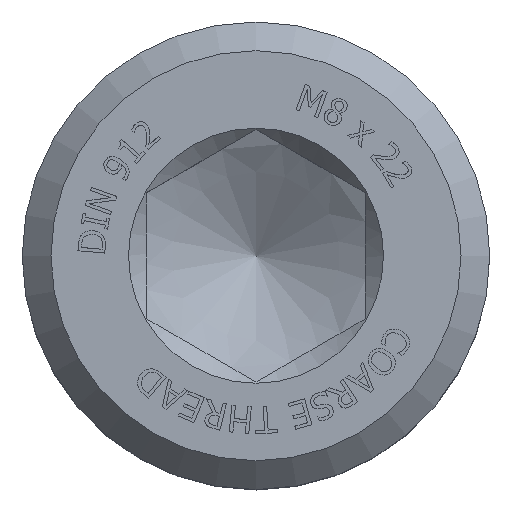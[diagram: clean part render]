
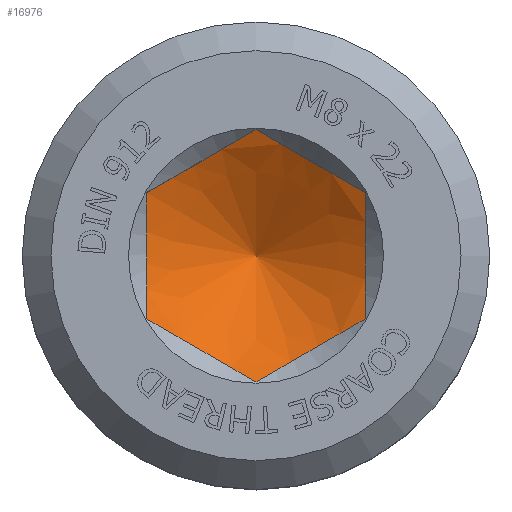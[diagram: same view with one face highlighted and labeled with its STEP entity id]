
A CAD part, top view. The second image highlights one B-rep face of the part: STEP entity #16976.
In plain terms, the highlighted conical face has half-angle 60 degrees and reference radius 2.6 mm.
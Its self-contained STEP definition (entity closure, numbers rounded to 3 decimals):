
#16624=CARTESIAN_POINT('',(0.,3.51,-4.0));
#16625=VERTEX_POINT('',#16624);
#16632=CARTESIAN_POINT('',(3.04,1.755,-4.0));
#16633=VERTEX_POINT('',#16632);
#16634=CARTESIAN_POINT('',(3.04,1.755,-4.0));
#16635=CARTESIAN_POINT('',(1.52,2.633,-4.507));
#16636=CARTESIAN_POINT('',(0.,3.51,-4.0));
#16644=(BOUNDED_CURVE()B_SPLINE_CURVE(2,(#16634,#16635,#16636),.UNSPECIFIED.,.F.,.U.)B_SPLINE_CURVE_WITH_KNOTS((3,3),(0.21,0.67),.UNSPECIFIED.)CURVE()GEOMETRIC_REPRESENTATION_ITEM()RATIONAL_B_SPLINE_CURVE((1.258,1.453,1.258))REPRESENTATION_ITEM(''));
#16645=EDGE_CURVE('',#16633,#16625,#16644,.T.);
#16662=CARTESIAN_POINT('',(-3.04,1.755,-4.0));
#16663=VERTEX_POINT('',#16662);
#16670=CARTESIAN_POINT('',(0.,3.51,-4.0));
#16671=CARTESIAN_POINT('',(-1.52,2.633,-4.507));
#16672=CARTESIAN_POINT('',(-3.04,1.755,-4.0));
#16680=(BOUNDED_CURVE()B_SPLINE_CURVE(2,(#16670,#16671,#16672),.UNSPECIFIED.,.F.,.U.)B_SPLINE_CURVE_WITH_KNOTS((3,3),(0.21,0.67),.UNSPECIFIED.)CURVE()GEOMETRIC_REPRESENTATION_ITEM()RATIONAL_B_SPLINE_CURVE((1.258,1.453,1.258))REPRESENTATION_ITEM(''));
#16681=EDGE_CURVE('',#16625,#16663,#16680,.T.);
#16693=CARTESIAN_POINT('',(-3.04,-1.755,-4.0));
#16694=VERTEX_POINT('',#16693);
#16701=CARTESIAN_POINT('',(-3.04,1.755,-4.0));
#16702=CARTESIAN_POINT('',(-3.04,0.,-4.507));
#16703=CARTESIAN_POINT('',(-3.04,-1.755,-4.0));
#16711=(BOUNDED_CURVE()B_SPLINE_CURVE(2,(#16701,#16702,#16703),.UNSPECIFIED.,.F.,.U.)B_SPLINE_CURVE_WITH_KNOTS((3,3),(0.21,0.67),.UNSPECIFIED.)CURVE()GEOMETRIC_REPRESENTATION_ITEM()RATIONAL_B_SPLINE_CURVE((1.258,1.453,1.258))REPRESENTATION_ITEM(''));
#16712=EDGE_CURVE('',#16663,#16694,#16711,.T.);
#16724=CARTESIAN_POINT('',(0.,-3.51,-4.0));
#16725=VERTEX_POINT('',#16724);
#16732=CARTESIAN_POINT('',(-3.04,-1.755,-4.0));
#16733=CARTESIAN_POINT('',(-1.52,-2.633,-4.507));
#16734=CARTESIAN_POINT('',(0.,-3.51,-4.0));
#16742=(BOUNDED_CURVE()B_SPLINE_CURVE(2,(#16732,#16733,#16734),.UNSPECIFIED.,.F.,.U.)B_SPLINE_CURVE_WITH_KNOTS((3,3),(0.21,0.67),.UNSPECIFIED.)CURVE()GEOMETRIC_REPRESENTATION_ITEM()RATIONAL_B_SPLINE_CURVE((1.258,1.453,1.258))REPRESENTATION_ITEM(''));
#16743=EDGE_CURVE('',#16694,#16725,#16742,.T.);
#16755=CARTESIAN_POINT('',(3.04,-1.755,-4.));
#16756=VERTEX_POINT('',#16755);
#16763=CARTESIAN_POINT('',(0.,-3.51,-4.0));
#16764=CARTESIAN_POINT('',(1.52,-2.633,-4.507));
#16765=CARTESIAN_POINT('',(3.04,-1.755,-4.));
#16773=(BOUNDED_CURVE()B_SPLINE_CURVE(2,(#16763,#16764,#16765),.UNSPECIFIED.,.F.,.U.)B_SPLINE_CURVE_WITH_KNOTS((3,3),(0.21,0.67),.UNSPECIFIED.)CURVE()GEOMETRIC_REPRESENTATION_ITEM()RATIONAL_B_SPLINE_CURVE((1.258,1.453,1.258))REPRESENTATION_ITEM(''));
#16774=EDGE_CURVE('',#16725,#16756,#16773,.T.);
#16787=CARTESIAN_POINT('',(3.04,-1.755,-4.));
#16788=CARTESIAN_POINT('',(3.04,0.,-4.507));
#16789=CARTESIAN_POINT('',(3.04,1.755,-4.0));
#16797=(BOUNDED_CURVE()B_SPLINE_CURVE(2,(#16787,#16788,#16789),.UNSPECIFIED.,.F.,.U.)B_SPLINE_CURVE_WITH_KNOTS((3,3),(0.21,0.67),.UNSPECIFIED.)CURVE()GEOMETRIC_REPRESENTATION_ITEM()RATIONAL_B_SPLINE_CURVE((1.258,1.453,1.258))REPRESENTATION_ITEM(''));
#16798=EDGE_CURVE('',#16756,#16633,#16797,.T.);
#16963=CARTESIAN_POINT('',(0.0,0.,-4.526));
#16964=DIRECTION('',(0.0,0.,1.0));
#16965=DIRECTION('',(0.0,1.0,0.0));
#16966=AXIS2_PLACEMENT_3D('',#16963,#16964,#16965);
#16967=CONICAL_SURFACE('',#16966,2.6,60.);
#16968=ORIENTED_EDGE('',*,*,#16712,.T.);
#16969=ORIENTED_EDGE('',*,*,#16743,.T.);
#16970=ORIENTED_EDGE('',*,*,#16774,.T.);
#16971=ORIENTED_EDGE('',*,*,#16798,.T.);
#16972=ORIENTED_EDGE('',*,*,#16645,.T.);
#16973=ORIENTED_EDGE('',*,*,#16681,.T.);
#16974=EDGE_LOOP('',(#16968,#16969,#16970,#16971,#16972,#16973));
#16975=FACE_OUTER_BOUND('',#16974,.T.);
#16976=ADVANCED_FACE('',(#16975),#16967,.F.);
